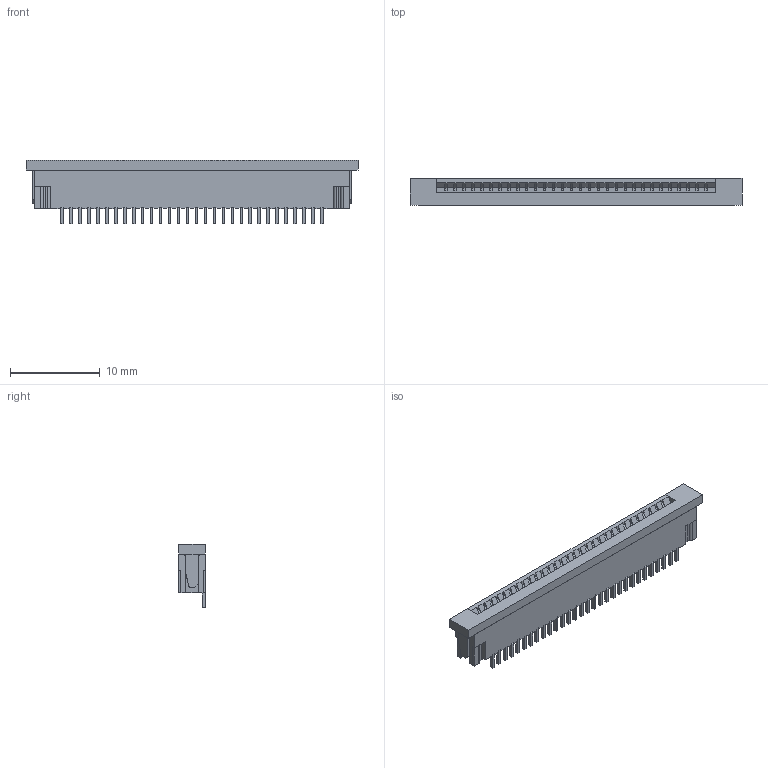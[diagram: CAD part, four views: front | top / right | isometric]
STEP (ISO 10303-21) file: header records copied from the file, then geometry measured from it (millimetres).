
FILE_DESCRIPTION(/* description */ ('Unknown'),/* implementation_level */ '2;1');
FILE_NAME(/* name */ '68613014122',/* time_stamp */ '2016-01-26T10:41:50+01:00',/* author */ ('Unknown'),/* organization */ ('Unknown'),/* preprocessor_version */ 'ST-DEVELOPER v16',/* originating_system */ 'DEX',/* authorisation */ $);
FILE_SCHEMA (('AUTOMOTIVE_DESIGN {1 0 10303 214 3 1 1}'));
Length unit declared in the file: millimetre
Products named in the file (6): 6861xx14122; 68613014122; 6861xx14122_PIN; 6860xx14122_FLANGE; 6860xx14122_FLANGE-BIS; 68613014122_PAD
Assembly tree (34 placements, depth 2):
  6861xx14122
    68613014122
    6861xx14122_PIN  x30
    6860xx14122_FLANGE
    6860xx14122_FLANGE-BIS
    68613014122_PAD
Bounding box: 37 x 3 x 7.1 mm (x, y, z)
Volume: 479.7 mm3; surface area: 2123.3 mm2
Topology: 34 solids, 34 shells, 1399 faces, 4035 edges, 2586 vertices
Faces by surface type: plane 1387, cylinder 12
Entity records: 26402 total; most frequent: ORIENTED_EDGE 4764, CARTESIAN_POINT 4691, DIRECTION 4056, EDGE_CURVE 2382, LINE 2358, VECTOR 2358, VERTEX_POINT 1484, AXIS2_PLACEMENT_3D 849
